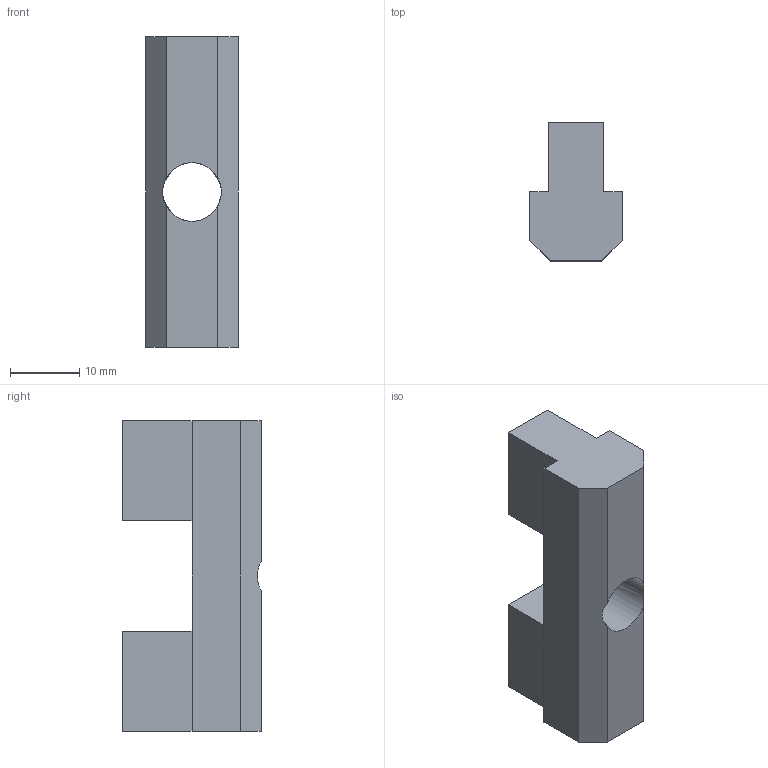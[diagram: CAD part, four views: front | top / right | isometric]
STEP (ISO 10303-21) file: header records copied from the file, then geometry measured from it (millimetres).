
FILE_DESCRIPTION((''),'2;1');
FILE_NAME('210815.ipt.stp','2010-09-05T12:24:28',(''),(''),'Autodesk Inventor 2010','Autodesk Inventor 2010','');
FILE_SCHEMA(('AUTOMOTIVE_DESIGN { 1 0 10303 214 1 1 1 1 }'));
Length unit declared in the file: millimetre
Products named in the file (1): 210815
Bounding box: 13.4 x 20 x 45 mm (x, y, z)
Volume: 7378.3 mm3; surface area: 3246.9 mm2
Topology: 1 solids, 1 shells, 18 faces, 51 edges, 34 vertices
Faces by surface type: plane 17, bspline 1
Entity records: 609 total; most frequent: CARTESIAN_POINT 118, ORIENTED_EDGE 98, DIRECTION 90, EDGE_CURVE 49, VECTOR 44, LINE 44, VERTEX_POINT 33, AXIS2_PLACEMENT_3D 23
